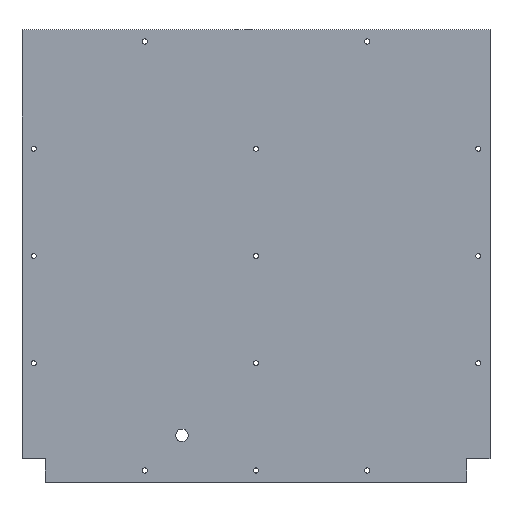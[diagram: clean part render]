
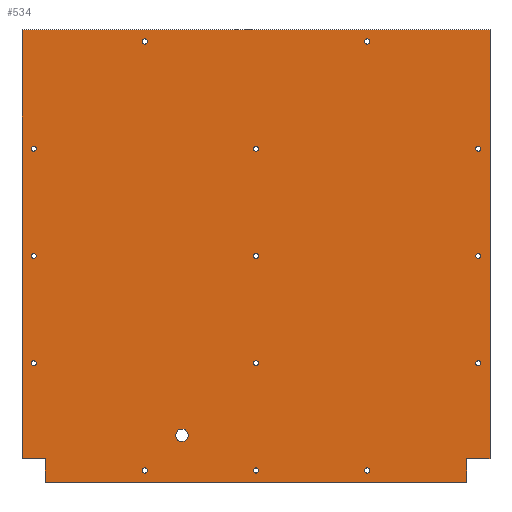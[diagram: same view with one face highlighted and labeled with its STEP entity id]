
A CAD part, top view. The second image highlights one B-rep face of the part: STEP entity #534.
In plain terms, the highlighted planar face has unit normal (0, 0, 1).
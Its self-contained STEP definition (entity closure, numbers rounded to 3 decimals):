
#15=FACE_BOUND('',#104,.T.);
#16=FACE_BOUND('',#105,.T.);
#17=FACE_BOUND('',#106,.T.);
#18=FACE_BOUND('',#107,.T.);
#19=FACE_BOUND('',#108,.T.);
#20=FACE_BOUND('',#109,.T.);
#21=FACE_BOUND('',#110,.T.);
#22=FACE_BOUND('',#111,.T.);
#23=FACE_BOUND('',#112,.T.);
#24=FACE_BOUND('',#113,.T.);
#25=FACE_BOUND('',#114,.T.);
#26=FACE_BOUND('',#115,.T.);
#27=FACE_BOUND('',#116,.T.);
#28=FACE_BOUND('',#117,.T.);
#29=FACE_BOUND('',#118,.T.);
#53=PLANE('',#603);
#78=FACE_OUTER_BOUND('',#103,.T.);
#103=EDGE_LOOP('',(#450,#451,#452,#453,#454,#455,#456,#457));
#104=EDGE_LOOP('',(#458));
#105=EDGE_LOOP('',(#459));
#106=EDGE_LOOP('',(#460));
#107=EDGE_LOOP('',(#461));
#108=EDGE_LOOP('',(#462));
#109=EDGE_LOOP('',(#463));
#110=EDGE_LOOP('',(#464));
#111=EDGE_LOOP('',(#465));
#112=EDGE_LOOP('',(#466));
#113=EDGE_LOOP('',(#467));
#114=EDGE_LOOP('',(#468));
#115=EDGE_LOOP('',(#469));
#116=EDGE_LOOP('',(#470));
#117=EDGE_LOOP('',(#471));
#118=EDGE_LOOP('',(#472));
#150=LINE('',#850,#189);
#154=LINE('',#858,#193);
#157=LINE('',#864,#196);
#160=LINE('',#870,#199);
#163=LINE('',#876,#202);
#166=LINE('',#882,#205);
#169=LINE('',#888,#208);
#172=LINE('',#893,#211);
#189=VECTOR('',#714,10.);
#193=VECTOR('',#720,10.);
#196=VECTOR('',#725,10.);
#199=VECTOR('',#730,10.);
#202=VECTOR('',#735,10.);
#205=VECTOR('',#740,10.);
#208=VECTOR('',#745,10.);
#211=VECTOR('',#750,10.);
#213=CIRCLE('',#551,3.3);
#215=CIRCLE('',#554,3.3);
#217=CIRCLE('',#557,3.3);
#219=CIRCLE('',#560,3.3);
#221=CIRCLE('',#563,3.3);
#223=CIRCLE('',#566,3.3);
#225=CIRCLE('',#569,3.3);
#227=CIRCLE('',#572,3.3);
#229=CIRCLE('',#575,3.3);
#231=CIRCLE('',#578,3.3);
#233=CIRCLE('',#581,3.3);
#235=CIRCLE('',#584,3.3);
#237=CIRCLE('',#587,3.3);
#239=CIRCLE('',#590,3.3);
#242=CIRCLE('',#594,8.);
#243=VERTEX_POINT('',#758);
#245=VERTEX_POINT('',#764);
#247=VERTEX_POINT('',#770);
#249=VERTEX_POINT('',#776);
#251=VERTEX_POINT('',#782);
#253=VERTEX_POINT('',#788);
#255=VERTEX_POINT('',#794);
#257=VERTEX_POINT('',#800);
#259=VERTEX_POINT('',#806);
#261=VERTEX_POINT('',#812);
#263=VERTEX_POINT('',#818);
#265=VERTEX_POINT('',#824);
#267=VERTEX_POINT('',#830);
#269=VERTEX_POINT('',#836);
#272=VERTEX_POINT('',#844);
#273=VERTEX_POINT('',#848);
#274=VERTEX_POINT('',#849);
#277=VERTEX_POINT('',#857);
#279=VERTEX_POINT('',#863);
#281=VERTEX_POINT('',#869);
#283=VERTEX_POINT('',#875);
#285=VERTEX_POINT('',#881);
#287=VERTEX_POINT('',#887);
#289=EDGE_CURVE('',#243,#243,#213,.T.);
#292=EDGE_CURVE('',#245,#245,#215,.T.);
#295=EDGE_CURVE('',#247,#247,#217,.T.);
#298=EDGE_CURVE('',#249,#249,#219,.T.);
#301=EDGE_CURVE('',#251,#251,#221,.T.);
#304=EDGE_CURVE('',#253,#253,#223,.T.);
#307=EDGE_CURVE('',#255,#255,#225,.T.);
#310=EDGE_CURVE('',#257,#257,#227,.T.);
#313=EDGE_CURVE('',#259,#259,#229,.T.);
#316=EDGE_CURVE('',#261,#261,#231,.T.);
#319=EDGE_CURVE('',#263,#263,#233,.T.);
#322=EDGE_CURVE('',#265,#265,#235,.T.);
#325=EDGE_CURVE('',#267,#267,#237,.T.);
#328=EDGE_CURVE('',#269,#269,#239,.T.);
#333=EDGE_CURVE('',#272,#272,#242,.T.);
#334=EDGE_CURVE('',#273,#274,#150,.T.);
#338=EDGE_CURVE('',#274,#277,#154,.T.);
#341=EDGE_CURVE('',#277,#279,#157,.T.);
#344=EDGE_CURVE('',#279,#281,#160,.T.);
#347=EDGE_CURVE('',#283,#281,#163,.T.);
#350=EDGE_CURVE('',#285,#283,#166,.T.);
#353=EDGE_CURVE('',#287,#285,#169,.T.);
#356=EDGE_CURVE('',#287,#273,#172,.T.);
#450=ORIENTED_EDGE('',*,*,#356,.T.);
#451=ORIENTED_EDGE('',*,*,#334,.T.);
#452=ORIENTED_EDGE('',*,*,#338,.T.);
#453=ORIENTED_EDGE('',*,*,#341,.T.);
#454=ORIENTED_EDGE('',*,*,#344,.T.);
#455=ORIENTED_EDGE('',*,*,#347,.F.);
#456=ORIENTED_EDGE('',*,*,#350,.F.);
#457=ORIENTED_EDGE('',*,*,#353,.F.);
#458=ORIENTED_EDGE('',*,*,#289,.T.);
#459=ORIENTED_EDGE('',*,*,#292,.T.);
#460=ORIENTED_EDGE('',*,*,#295,.T.);
#461=ORIENTED_EDGE('',*,*,#298,.T.);
#462=ORIENTED_EDGE('',*,*,#301,.T.);
#463=ORIENTED_EDGE('',*,*,#304,.T.);
#464=ORIENTED_EDGE('',*,*,#307,.T.);
#465=ORIENTED_EDGE('',*,*,#310,.T.);
#466=ORIENTED_EDGE('',*,*,#313,.T.);
#467=ORIENTED_EDGE('',*,*,#316,.T.);
#468=ORIENTED_EDGE('',*,*,#319,.T.);
#469=ORIENTED_EDGE('',*,*,#322,.T.);
#470=ORIENTED_EDGE('',*,*,#325,.T.);
#471=ORIENTED_EDGE('',*,*,#328,.T.);
#472=ORIENTED_EDGE('',*,*,#333,.T.);
#534=ADVANCED_FACE('',(#78,#15,#16,#17,#18,#19,#20,#21,#22,#23,#24,#25,
#26,#27,#28,#29),#53,.T.);
#551=AXIS2_PLACEMENT_3D('',#759,#609,#610);
#554=AXIS2_PLACEMENT_3D('',#765,#616,#617);
#557=AXIS2_PLACEMENT_3D('',#771,#623,#624);
#560=AXIS2_PLACEMENT_3D('',#777,#630,#631);
#563=AXIS2_PLACEMENT_3D('',#783,#637,#638);
#566=AXIS2_PLACEMENT_3D('',#789,#644,#645);
#569=AXIS2_PLACEMENT_3D('',#795,#651,#652);
#572=AXIS2_PLACEMENT_3D('',#801,#658,#659);
#575=AXIS2_PLACEMENT_3D('',#807,#665,#666);
#578=AXIS2_PLACEMENT_3D('',#813,#672,#673);
#581=AXIS2_PLACEMENT_3D('',#819,#679,#680);
#584=AXIS2_PLACEMENT_3D('',#825,#686,#687);
#587=AXIS2_PLACEMENT_3D('',#831,#693,#694);
#590=AXIS2_PLACEMENT_3D('',#837,#700,#701);
#594=AXIS2_PLACEMENT_3D('',#846,#710,#711);
#603=AXIS2_PLACEMENT_3D('',#895,#752,#753);
#609=DIRECTION('center_axis',(0.,0.,-1.));
#610=DIRECTION('ref_axis',(1.,0.,0.));
#616=DIRECTION('center_axis',(0.,0.,-1.));
#617=DIRECTION('ref_axis',(1.,0.,0.));
#623=DIRECTION('center_axis',(0.,0.,-1.));
#624=DIRECTION('ref_axis',(1.,0.,0.));
#630=DIRECTION('center_axis',(0.,0.,-1.));
#631=DIRECTION('ref_axis',(1.,0.,0.));
#637=DIRECTION('center_axis',(0.,0.,-1.));
#638=DIRECTION('ref_axis',(1.,0.,0.));
#644=DIRECTION('center_axis',(0.,0.,-1.));
#645=DIRECTION('ref_axis',(1.,0.,0.));
#651=DIRECTION('center_axis',(0.,0.,-1.));
#652=DIRECTION('ref_axis',(1.,0.,0.));
#658=DIRECTION('center_axis',(0.,0.,-1.));
#659=DIRECTION('ref_axis',(1.,0.,0.));
#665=DIRECTION('center_axis',(0.,0.,-1.));
#666=DIRECTION('ref_axis',(1.,0.,0.));
#672=DIRECTION('center_axis',(0.,0.,-1.));
#673=DIRECTION('ref_axis',(1.,0.,0.));
#679=DIRECTION('center_axis',(0.,0.,-1.));
#680=DIRECTION('ref_axis',(1.,0.,0.));
#686=DIRECTION('center_axis',(0.,0.,-1.));
#687=DIRECTION('ref_axis',(1.,0.,0.));
#693=DIRECTION('center_axis',(0.,0.,-1.));
#694=DIRECTION('ref_axis',(1.,0.,0.));
#700=DIRECTION('center_axis',(0.,0.,-1.));
#701=DIRECTION('ref_axis',(1.,0.,0.));
#710=DIRECTION('center_axis',(0.,0.,-1.));
#711=DIRECTION('ref_axis',(1.,0.,0.));
#714=DIRECTION('',(0.,-1.,0.));
#720=DIRECTION('',(1.,0.,0.));
#725=DIRECTION('',(0.,-1.,0.));
#730=DIRECTION('',(1.,0.,0.));
#735=DIRECTION('',(0.,-1.,0.));
#740=DIRECTION('',(-1.,0.,0.));
#745=DIRECTION('',(0.,-1.,0.));
#750=DIRECTION('',(-1.,0.,0.));
#752=DIRECTION('center_axis',(0.,0.,1.));
#753=DIRECTION('ref_axis',(1.,0.,0.));
#758=CARTESIAN_POINT('',(-3.3,0.,0.));
#759=CARTESIAN_POINT('Origin',(0.,0.,
0.));
#764=CARTESIAN_POINT('',(281.7,-137.5,0.));
#765=CARTESIAN_POINT('Origin',(285.,-137.5,0.));
#770=CARTESIAN_POINT('',(281.7,137.5,0.));
#771=CARTESIAN_POINT('Origin',(285.,137.5,0.));
#776=CARTESIAN_POINT('',(-3.3,-275.,0.));
#777=CARTESIAN_POINT('Origin',(0.,-275.,0.));
#782=CARTESIAN_POINT('',(-288.3,-137.5,0.));
#783=CARTESIAN_POINT('Origin',(-285.,-137.5,0.));
#788=CARTESIAN_POINT('',(-288.3,137.5,0.));
#789=CARTESIAN_POINT('Origin',(-285.,137.5,0.));
#794=CARTESIAN_POINT('',(-145.8,275.,0.));
#795=CARTESIAN_POINT('Origin',(-142.5,275.,0.));
#800=CARTESIAN_POINT('',(139.2,275.,0.));
#801=CARTESIAN_POINT('Origin',(142.5,275.,0.));
#806=CARTESIAN_POINT('',(-288.3,0.,0.));
#807=CARTESIAN_POINT('Origin',(-285.,0.,0.));
#812=CARTESIAN_POINT('',(-145.8,-275.,0.));
#813=CARTESIAN_POINT('Origin',(-142.5,-275.,0.));
#818=CARTESIAN_POINT('',(139.2,-275.,0.));
#819=CARTESIAN_POINT('Origin',(142.5,-275.,0.));
#824=CARTESIAN_POINT('',(281.7,0.,0.));
#825=CARTESIAN_POINT('Origin',(285.,0.,0.));
#830=CARTESIAN_POINT('',(-3.3,137.5,0.));
#831=CARTESIAN_POINT('Origin',(0.,137.5,0.));
#836=CARTESIAN_POINT('',(-3.3,-137.5,0.));
#837=CARTESIAN_POINT('Origin',(0.,-137.5,0.));
#844=CARTESIAN_POINT('',(-103.,-230.,0.));
#846=CARTESIAN_POINT('Origin',(-95.,-230.,0.));
#848=CARTESIAN_POINT('',(-300.,290.,0.));
#849=CARTESIAN_POINT('',(-300.,-260.,0.));
#850=CARTESIAN_POINT('',(-300.,290.,0.));
#857=CARTESIAN_POINT('',(-270.,-260.,0.));
#858=CARTESIAN_POINT('',(-300.,-260.,0.));
#863=CARTESIAN_POINT('',(-270.,-290.,0.));
#864=CARTESIAN_POINT('',(-270.,-260.,0.));
#869=CARTESIAN_POINT('',(270.,-290.,0.));
#870=CARTESIAN_POINT('',(-270.,-290.,0.));
#875=CARTESIAN_POINT('',(270.,-260.,0.));
#876=CARTESIAN_POINT('',(270.,-260.,0.));
#881=CARTESIAN_POINT('',(300.,-260.,0.));
#882=CARTESIAN_POINT('',(300.,-260.,0.));
#887=CARTESIAN_POINT('',(300.,290.,0.));
#888=CARTESIAN_POINT('',(300.,290.,0.));
#893=CARTESIAN_POINT('',(300.,290.,0.));
#895=CARTESIAN_POINT('Origin',(0.,0.,0.));
